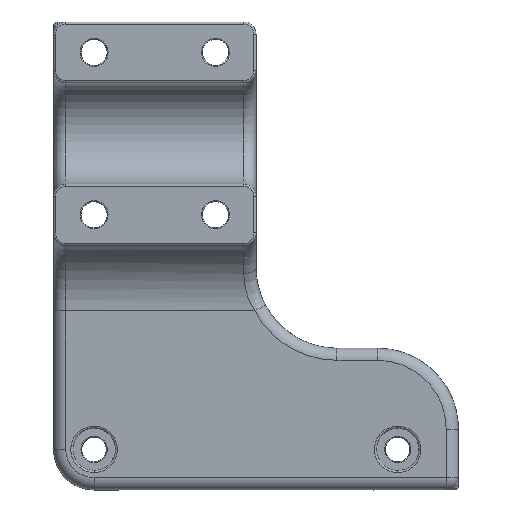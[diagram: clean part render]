
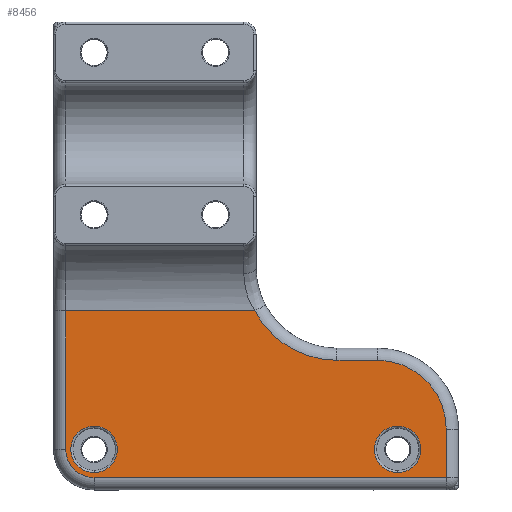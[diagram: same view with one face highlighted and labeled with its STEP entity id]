
A CAD part, top view. The second image highlights one B-rep face of the part: STEP entity #8456.
In plain terms, the highlighted planar face has unit normal (0, 0, 1).
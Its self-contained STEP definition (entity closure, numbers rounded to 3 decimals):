
#1448=CARTESIAN_POINT('',(85.,10.,0.));
#1449=DIRECTION('',(0.,0.,1.));
#1450=DIRECTION('',(0.,-1.,0.));
#1451=AXIS2_PLACEMENT_3D('',#1448,#1449,#1450);
#1453=CARTESIAN_POINT('',(85.,10.,0.));
#1454=DIRECTION('',(0.,0.,1.));
#1455=DIRECTION('',(0.,1.,0.));
#1456=AXIS2_PLACEMENT_3D('',#1453,#1454,#1455);
#1458=CARTESIAN_POINT('',(10.,10.,0.));
#1459=DIRECTION('',(0.,0.,1.));
#1460=DIRECTION('',(0.,-1.,0.));
#1461=AXIS2_PLACEMENT_3D('',#1458,#1459,#1460);
#1463=CARTESIAN_POINT('',(10.,10.,0.));
#1464=DIRECTION('',(0.,0.,1.));
#1465=DIRECTION('',(0.,1.,0.));
#1466=AXIS2_PLACEMENT_3D('',#1463,#1464,#1465);
#1468=DIRECTION('',(0.,-1.,0.));
#1469=VECTOR('',#1468,12.);
#1470=CARTESIAN_POINT('',(97.,15.,0.));
#1471=LINE('',#1470,#1469);
#1472=DIRECTION('',(-1.,0.,0.));
#1473=VECTOR('',#1472,87.);
#1474=CARTESIAN_POINT('',(97.,3.,0.));
#1475=LINE('',#1474,#1473);
#1476=CARTESIAN_POINT('',(10.,10.,0.));
#1477=DIRECTION('',(0.,0.,-1.));
#1478=DIRECTION('',(0.,-1.,0.));
#1479=AXIS2_PLACEMENT_3D('',#1476,#1477,#1478);
#1481=DIRECTION('',(0.,1.,0.));
#1482=VECTOR('',#1481,34.202);
#1483=CARTESIAN_POINT('',(3.,10.,0.));
#1484=LINE('',#1483,#1482);
#1485=DIRECTION('',(-1.,0.,0.));
#1486=VECTOR('',#1485,46.692);
#1487=CARTESIAN_POINT('',(49.692,44.202,0.));
#1488=LINE('',#1487,#1486);
#1489=CARTESIAN_POINT('',(70.,55.,0.));
#1490=DIRECTION('',(0.,0.,1.));
#1491=DIRECTION('',(-0.883,-0.469,0.));
#1492=AXIS2_PLACEMENT_3D('',#1489,#1490,#1491);
#1494=DIRECTION('',(1.,0.,0.));
#1495=VECTOR('',#1494,10.);
#1496=CARTESIAN_POINT('',(70.,32.,0.));
#1497=LINE('',#1496,#1495);
#1498=CARTESIAN_POINT('',(80.,15.,0.));
#1499=DIRECTION('',(0.,0.,-1.));
#1500=DIRECTION('',(0.,1.,0.));
#1501=AXIS2_PLACEMENT_3D('',#1498,#1499,#1500);
#3348=CARTESIAN_POINT('',(49.692,44.202,0.));
#6191=CARTESIAN_POINT('',(85.,4.25,0.));
#6192=CARTESIAN_POINT('',(85.,15.75,0.));
#6193=VERTEX_POINT('',#6191);
#6194=VERTEX_POINT('',#6192);
#6199=CARTESIAN_POINT('',(10.,4.25,0.));
#6200=CARTESIAN_POINT('',(10.,15.75,0.));
#6201=VERTEX_POINT('',#6199);
#6202=VERTEX_POINT('',#6200);
#6223=VERTEX_POINT('',#3348);
#6225=CARTESIAN_POINT('',(70.,32.,0.));
#6226=VERTEX_POINT('',#6225);
#6229=CARTESIAN_POINT('',(80.,32.,0.));
#6230=VERTEX_POINT('',#6229);
#6233=CARTESIAN_POINT('',(97.,15.,0.));
#6234=VERTEX_POINT('',#6233);
#6241=CARTESIAN_POINT('',(3.,44.202,0.));
#6243=VERTEX_POINT('',#6241);
#6245=CARTESIAN_POINT('',(3.,10.,0.));
#6246=VERTEX_POINT('',#6245);
#6249=CARTESIAN_POINT('',(10.,3.,0.));
#6250=VERTEX_POINT('',#6249);
#6559=CARTESIAN_POINT('',(97.,3.,0.));
#6561=VERTEX_POINT('',#6559);
#8422=CARTESIAN_POINT('',(0.,0.,0.));
#8423=DIRECTION('',(0.,0.,1.));
#8424=DIRECTION('',(1.,0.,0.));
#8425=AXIS2_PLACEMENT_3D('',#8422,#8423,#8424);
#8426=PLANE('',#8425);
#8428=ORIENTED_EDGE('',*,*,#8427,.T.);
#8430=ORIENTED_EDGE('',*,*,#8429,.T.);
#8432=ORIENTED_EDGE('',*,*,#8431,.T.);
#8434=ORIENTED_EDGE('',*,*,#8433,.T.);
#8436=ORIENTED_EDGE('',*,*,#8435,.F.);
#8438=ORIENTED_EDGE('',*,*,#8437,.T.);
#8440=ORIENTED_EDGE('',*,*,#8439,.T.);
#8442=ORIENTED_EDGE('',*,*,#8441,.T.);
#8443=EDGE_LOOP('',(#8428,#8430,#8432,#8434,#8436,#8438,#8440,#8442));
#8444=FACE_OUTER_BOUND('',#8443,.F.);
#8446=ORIENTED_EDGE('',*,*,#8445,.T.);
#8448=ORIENTED_EDGE('',*,*,#8447,.T.);
#8449=EDGE_LOOP('',(#8446,#8448));
#8450=FACE_BOUND('',#8449,.F.);
#8451=ORIENTED_EDGE('',*,*,#8412,.T.);
#8453=ORIENTED_EDGE('',*,*,#8452,.T.);
#8454=EDGE_LOOP('',(#8451,#8453));
#8455=FACE_BOUND('',#8454,.F.);
#8456=ADVANCED_FACE('',(#8444,#8450,#8455),#8426,.T.);
#1452=CIRCLE('',#1451,5.75);
#1457=CIRCLE('',#1456,5.75);
#1462=CIRCLE('',#1461,5.75);
#1467=CIRCLE('',#1466,5.75);
#1480=CIRCLE('',#1479,7.);
#1493=CIRCLE('',#1492,23.);
#1502=CIRCLE('',#1501,17.);
#8412=EDGE_CURVE('',#6193,#6194,#1452,.T.);
#8427=EDGE_CURVE('',#6234,#6561,#1471,.T.);
#8429=EDGE_CURVE('',#6561,#6250,#1475,.T.);
#8431=EDGE_CURVE('',#6250,#6246,#1480,.T.);
#8433=EDGE_CURVE('',#6246,#6243,#1484,.T.);
#8435=EDGE_CURVE('',#6223,#6243,#1488,.T.);
#8437=EDGE_CURVE('',#6223,#6226,#1493,.T.);
#8439=EDGE_CURVE('',#6226,#6230,#1497,.T.);
#8441=EDGE_CURVE('',#6230,#6234,#1502,.T.);
#8445=EDGE_CURVE('',#6201,#6202,#1462,.T.);
#8447=EDGE_CURVE('',#6202,#6201,#1467,.T.);
#8452=EDGE_CURVE('',#6194,#6193,#1457,.T.);
